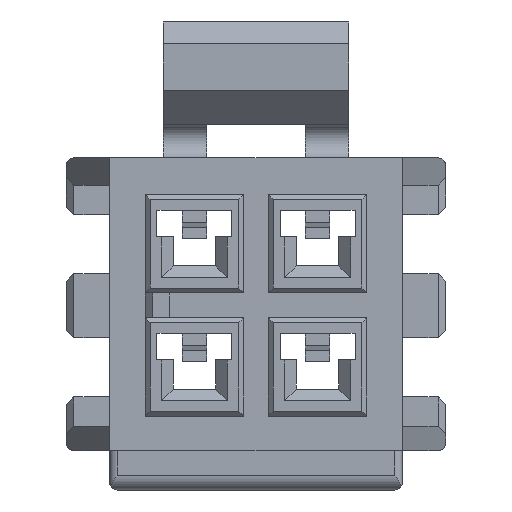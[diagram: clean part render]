
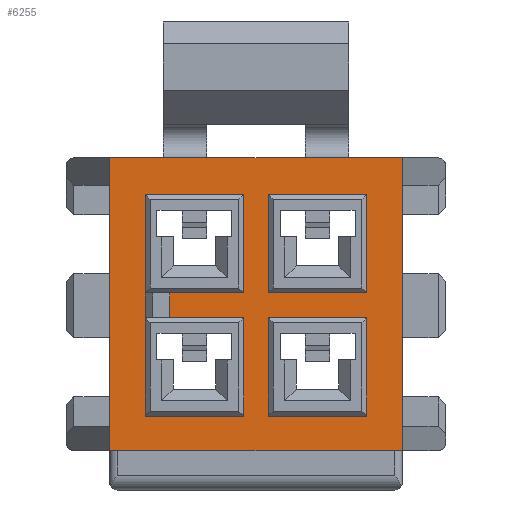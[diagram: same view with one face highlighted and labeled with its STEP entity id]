
A CAD part, front view. The second image highlights one B-rep face of the part: STEP entity #6255.
In plain terms, the highlighted planar face has unit normal (0, -1, 0).
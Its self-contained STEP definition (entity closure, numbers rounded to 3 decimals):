
#1052=ORIENTED_EDGE('',*,*,#2084,.F.);
#1053=ORIENTED_EDGE('',*,*,#2089,.F.);
#1054=ORIENTED_EDGE('',*,*,#2088,.F.);
#1055=ORIENTED_EDGE('',*,*,#2086,.F.);
#1056=ORIENTED_EDGE('',*,*,#2216,.F.);
#1057=ORIENTED_EDGE('',*,*,#2221,.F.);
#1058=ORIENTED_EDGE('',*,*,#2220,.F.);
#1059=ORIENTED_EDGE('',*,*,#2218,.F.);
#1060=ORIENTED_EDGE('',*,*,#2425,.T.);
#1061=ORIENTED_EDGE('',*,*,#2426,.F.);
#1062=ORIENTED_EDGE('',*,*,#2427,.F.);
#1063=ORIENTED_EDGE('',*,*,#2428,.T.);
#1064=ORIENTED_EDGE('',*,*,#2350,.F.);
#1065=ORIENTED_EDGE('',*,*,#2429,.F.);
#1066=ORIENTED_EDGE('',*,*,#2430,.F.);
#1067=ORIENTED_EDGE('',*,*,#2431,.F.);
#1068=ORIENTED_EDGE('',*,*,#2432,.F.);
#1069=ORIENTED_EDGE('',*,*,#2433,.T.);
#1070=ORIENTED_EDGE('',*,*,#1897,.F.);
#1071=ORIENTED_EDGE('',*,*,#2351,.F.);
#1897=EDGE_CURVE('',#2798,#2793,#3376,.T.);
#2084=EDGE_CURVE('',#2936,#2935,#3563,.T.);
#2086=EDGE_CURVE('',#2935,#2937,#3565,.T.);
#2088=EDGE_CURVE('',#2937,#2938,#3567,.T.);
#2089=EDGE_CURVE('',#2938,#2936,#3568,.T.);
#2216=EDGE_CURVE('',#3016,#3015,#3695,.T.);
#2218=EDGE_CURVE('',#3015,#3017,#3697,.T.);
#2220=EDGE_CURVE('',#3017,#3018,#3699,.T.);
#2221=EDGE_CURVE('',#3018,#3016,#3700,.T.);
#2350=EDGE_CURVE('',#3098,#3097,#3829,.T.);
#2351=EDGE_CURVE('',#3097,#2798,#3830,.T.);
#2425=EDGE_CURVE('',#3157,#3158,#3904,.T.);
#2426=EDGE_CURVE('',#3159,#3158,#3905,.T.);
#2427=EDGE_CURVE('',#3160,#3159,#3906,.T.);
#2428=EDGE_CURVE('',#3160,#3157,#3907,.T.);
#2429=EDGE_CURVE('',#3161,#3098,#3908,.T.);
#2430=EDGE_CURVE('',#3162,#3161,#3909,.T.);
#2431=EDGE_CURVE('',#3163,#3162,#3910,.T.);
#2432=EDGE_CURVE('',#3164,#3163,#3911,.T.);
#2433=EDGE_CURVE('',#3164,#2793,#3912,.T.);
#2793=VERTEX_POINT('',#8384);
#2798=VERTEX_POINT('',#8394);
#2935=VERTEX_POINT('',#8767);
#2936=VERTEX_POINT('',#8769);
#2937=VERTEX_POINT('',#8773);
#2938=VERTEX_POINT('',#8777);
#3015=VERTEX_POINT('',#9030);
#3016=VERTEX_POINT('',#9032);
#3017=VERTEX_POINT('',#9036);
#3018=VERTEX_POINT('',#9040);
#3097=VERTEX_POINT('',#9298);
#3098=VERTEX_POINT('',#9300);
#3157=VERTEX_POINT('',#9452);
#3158=VERTEX_POINT('',#9453);
#3159=VERTEX_POINT('',#9455);
#3160=VERTEX_POINT('',#9457);
#3161=VERTEX_POINT('',#9460);
#3162=VERTEX_POINT('',#9462);
#3163=VERTEX_POINT('',#9464);
#3164=VERTEX_POINT('',#9466);
#3376=LINE('',#8395,#4235);
#3563=LINE('',#8770,#4422);
#3565=LINE('',#8774,#4424);
#3567=LINE('',#8778,#4426);
#3568=LINE('',#8780,#4427);
#3695=LINE('',#9033,#4554);
#3697=LINE('',#9037,#4556);
#3699=LINE('',#9041,#4558);
#3700=LINE('',#9043,#4559);
#3829=LINE('',#9301,#4688);
#3830=LINE('',#9303,#4689);
#3904=LINE('',#9451,#4763);
#3905=LINE('',#9454,#4764);
#3906=LINE('',#9456,#4765);
#3907=LINE('',#9458,#4766);
#3908=LINE('',#9459,#4767);
#3909=LINE('',#9461,#4768);
#3910=LINE('',#9463,#4769);
#3911=LINE('',#9465,#4770);
#3912=LINE('',#9467,#4771);
#4235=VECTOR('',#6803,1000.);
#4422=VECTOR('',#7090,1000.);
#4424=VECTOR('',#7094,1000.);
#4426=VECTOR('',#7098,1000.);
#4427=VECTOR('',#7101,1000.);
#4554=VECTOR('',#7324,1000.);
#4556=VECTOR('',#7328,1000.);
#4558=VECTOR('',#7332,1000.);
#4559=VECTOR('',#7335,1000.);
#4688=VECTOR('',#7562,1000.);
#4689=VECTOR('',#7565,1000.);
#4763=VECTOR('',#7671,1000.);
#4764=VECTOR('',#7672,1000.);
#4765=VECTOR('',#7673,1000.);
#4766=VECTOR('',#7674,1000.);
#4767=VECTOR('',#7675,1000.);
#4768=VECTOR('',#7676,1000.);
#4769=VECTOR('',#7677,1000.);
#4770=VECTOR('',#7678,1000.);
#4771=VECTOR('',#7679,1000.);
#5266=EDGE_LOOP('',(#1052,#1053,#1054,#1055));
#5267=EDGE_LOOP('',(#1056,#1057,#1058,#1059));
#5268=EDGE_LOOP('',(#1060,#1061,#1062,#1063));
#5269=EDGE_LOOP('',(#1064,#1065,#1066,#1067,#1068,#1069,#1070,#1071));
#5611=FACE_BOUND('',#5266,.T.);
#5612=FACE_BOUND('',#5267,.T.);
#5613=FACE_BOUND('',#5268,.T.);
#5614=FACE_BOUND('',#5269,.T.);
#5948=PLANE('',#6600);
#6255=ADVANCED_FACE('',(#5611,#5612,#5613,#5614),#5948,.F.);
#6600=AXIS2_PLACEMENT_3D('',#9450,#7669,#7670);
#6803=DIRECTION('',(-1.,0.,0.));
#7090=DIRECTION('',(0.,0.,-1.));
#7094=DIRECTION('',(1.,0.,0.));
#7098=DIRECTION('',(0.,0.,1.));
#7101=DIRECTION('',(-1.,0.,0.));
#7324=DIRECTION('',(0.,0.,-1.));
#7328=DIRECTION('',(1.,0.,0.));
#7332=DIRECTION('',(0.,0.,1.));
#7335=DIRECTION('',(-1.,0.,0.));
#7562=DIRECTION('',(1.,0.,0.));
#7565=DIRECTION('',(0.,0.,1.));
#7669=DIRECTION('',(0.,1.,0.));
#7670=DIRECTION('',(0.,0.,1.));
#7671=DIRECTION('',(1.,0.,0.));
#7672=DIRECTION('',(0.,0.,-1.));
#7673=DIRECTION('',(1.,0.,0.));
#7674=DIRECTION('',(0.,0.,-1.));
#7675=DIRECTION('',(0.,0.,-1.));
#7676=DIRECTION('',(-1.,0.,0.));
#7677=DIRECTION('',(0.,0.,1.));
#7678=DIRECTION('',(1.,0.,0.));
#7679=DIRECTION('',(0.,0.,-1.));
#8384=CARTESIAN_POINT('',(-1.75,-2.98,-0.27));
#8394=CARTESIAN_POINT('',(-0.25,-2.98,-0.27));
#8395=CARTESIAN_POINT('',(-0.25,-2.98,-0.27));
#8767=CARTESIAN_POINT('',(0.25,-2.98,-2.27));
#8769=CARTESIAN_POINT('',(0.25,-2.98,-0.27));
#8770=CARTESIAN_POINT('',(0.25,-2.98,-0.27));
#8773=CARTESIAN_POINT('',(2.25,-2.98,-2.27));
#8774=CARTESIAN_POINT('',(0.25,-2.98,-2.27));
#8777=CARTESIAN_POINT('',(2.25,-2.98,-0.27));
#8778=CARTESIAN_POINT('',(2.25,-2.98,-2.27));
#8780=CARTESIAN_POINT('',(2.25,-2.98,-0.27));
#9030=CARTESIAN_POINT('',(0.25,-2.98,0.23));
#9032=CARTESIAN_POINT('',(0.25,-2.98,2.23));
#9033=CARTESIAN_POINT('',(0.25,-2.98,2.23));
#9036=CARTESIAN_POINT('',(2.25,-2.98,0.23));
#9037=CARTESIAN_POINT('',(0.25,-2.98,0.23));
#9040=CARTESIAN_POINT('',(2.25,-2.98,2.23));
#9041=CARTESIAN_POINT('',(2.25,-2.98,0.23));
#9043=CARTESIAN_POINT('',(2.25,-2.98,2.23));
#9298=CARTESIAN_POINT('',(-0.25,-2.98,-2.27));
#9300=CARTESIAN_POINT('',(-2.25,-2.98,-2.27));
#9301=CARTESIAN_POINT('',(-2.25,-2.98,-2.27));
#9303=CARTESIAN_POINT('',(-0.25,-2.98,-2.27));
#9450=CARTESIAN_POINT('',(-2.97,-2.98,2.97));
#9451=CARTESIAN_POINT('',(-2.97,-2.98,-2.97));
#9452=CARTESIAN_POINT('',(-2.97,-2.98,-2.97));
#9453=CARTESIAN_POINT('',(2.97,-2.98,-2.97));
#9454=CARTESIAN_POINT('',(2.97,-2.98,2.97));
#9455=CARTESIAN_POINT('',(2.97,-2.98,2.97));
#9456=CARTESIAN_POINT('',(-2.97,-2.98,2.97));
#9457=CARTESIAN_POINT('',(-2.97,-2.98,2.97));
#9458=CARTESIAN_POINT('',(-2.97,-2.98,2.97));
#9459=CARTESIAN_POINT('',(-2.25,-2.98,2.23));
#9460=CARTESIAN_POINT('',(-2.25,-2.98,2.23));
#9461=CARTESIAN_POINT('',(-0.25,-2.98,2.23));
#9462=CARTESIAN_POINT('',(-0.25,-2.98,2.23));
#9463=CARTESIAN_POINT('',(-0.25,-2.98,0.23));
#9464=CARTESIAN_POINT('',(-0.25,-2.98,0.23));
#9465=CARTESIAN_POINT('',(-2.25,-2.98,0.23));
#9466=CARTESIAN_POINT('',(-1.75,-2.98,0.23));
#9467=CARTESIAN_POINT('',(-1.75,-2.98,0.23));
